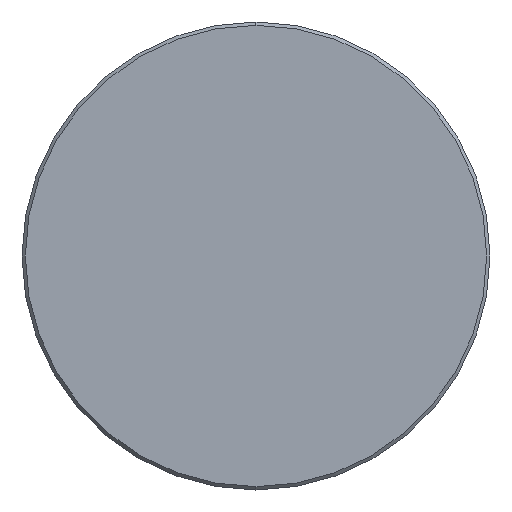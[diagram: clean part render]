
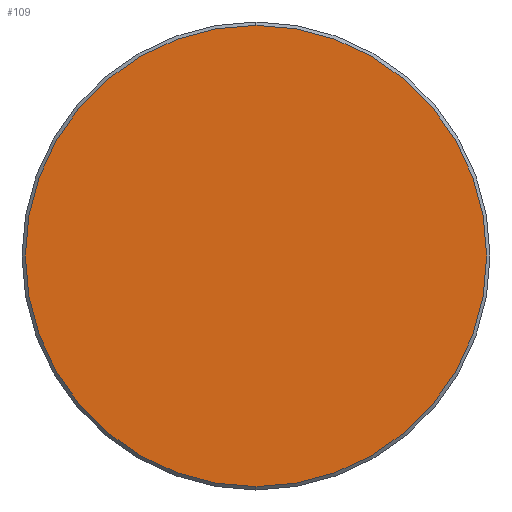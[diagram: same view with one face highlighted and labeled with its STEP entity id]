
A CAD part, left-side view. The second image highlights one B-rep face of the part: STEP entity #109.
In plain terms, the highlighted planar face has unit normal (-1, 0, 0).
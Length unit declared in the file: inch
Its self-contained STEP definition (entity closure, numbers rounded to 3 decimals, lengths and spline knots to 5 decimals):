
#109 = ADVANCED_FACE ( 'NONE', ( #1190 ), #235, .F. ) ;
#196 = DIRECTION ( 'NONE',  ( 0., 0., -1. ) ) ;
#201 = CARTESIAN_POINT ( 'NONE',  ( 513.26758, 44.06266, 0. ) ) ;
#215 = DIRECTION ( 'NONE',  ( 1., 0., 0. ) ) ;
#235 = PLANE ( 'NONE',  #1693 ) ;
#338 = DIRECTION ( 'NONE',  ( 0., 0., 1. ) ) ;
#350 = DIRECTION ( 'NONE',  ( -1., 0., 0. ) ) ;
#360 = CARTESIAN_POINT ( 'NONE',  ( 513.26758, 37.16266, 0. ) ) ;
#486 = DIRECTION ( 'NONE',  ( 0., 0., 1. ) ) ;
#491 = DIRECTION ( 'NONE',  ( -1., 0., 0. ) ) ;
#513 = CARTESIAN_POINT ( 'NONE',  ( 513.26758, 37.16266, 0. ) ) ;
#657 = CARTESIAN_POINT ( 'NONE',  ( 513.26758, 37.16266, 6.9 ) ) ;
#664 = CARTESIAN_POINT ( 'NONE',  ( 513.26758, 37.16266, -6.9 ) ) ;
#1190 = FACE_OUTER_BOUND ( 'NONE', #2517, .T. ) ;
#1315 = CIRCLE ( 'NONE', #1685, 6.9 ) ;
#1362 = CIRCLE ( 'NONE', #1726, 6.9 ) ;
#1685 = AXIS2_PLACEMENT_3D ( 'NONE', #360, #350, #338 ) ;
#1693 = AXIS2_PLACEMENT_3D ( 'NONE', #201, #215, #196 ) ;
#1726 = AXIS2_PLACEMENT_3D ( 'NONE', #513, #491, #486 ) ;
#1900 = EDGE_CURVE ( 'NONE', #2113, #2133, #1315, .T. ) ;
#1951 = EDGE_CURVE ( 'NONE', #2133, #2113, #1362, .T. ) ;
#2113 = VERTEX_POINT ( 'NONE', #664 ) ;
#2133 = VERTEX_POINT ( 'NONE', #657 ) ;
#2430 = ORIENTED_EDGE ( 'NONE', *, *, #1951, .T. ) ;
#2457 = ORIENTED_EDGE ( 'NONE', *, *, #1900, .T. ) ;
#2517 = EDGE_LOOP ( 'NONE', ( #2457, #2430 ) ) ;
